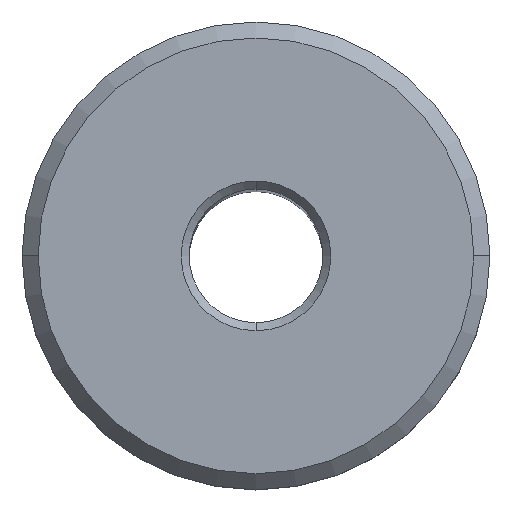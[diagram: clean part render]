
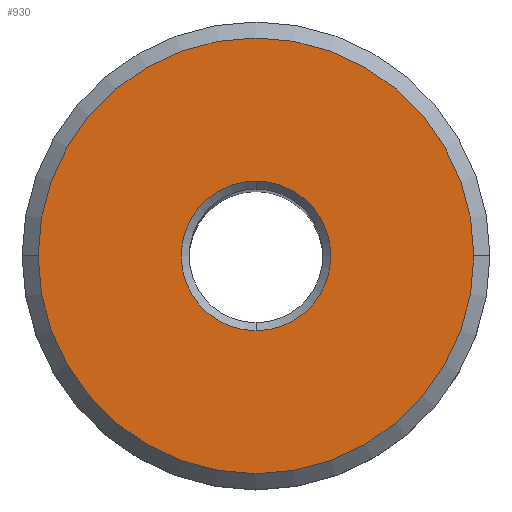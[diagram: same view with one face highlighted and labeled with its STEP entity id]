
A CAD part, top view. The second image highlights one B-rep face of the part: STEP entity #930.
In plain terms, the highlighted planar face has unit normal (0, 0, 1).
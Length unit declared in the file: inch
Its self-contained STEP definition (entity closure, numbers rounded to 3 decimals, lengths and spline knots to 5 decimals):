
#9 = EDGE_LOOP ( 'NONE', ( #74, #212 ) ) ;
#12 = FACE_OUTER_BOUND ( 'NONE', #9, .T. ) ;
#19 = AXIS2_PLACEMENT_3D ( 'NONE', #420, #345, #197 ) ;
#29 = ORIENTED_EDGE ( 'NONE', *, *, #759, .T. ) ;
#45 = EDGE_CURVE ( 'NONE', #471, #890, #774, .T. ) ;
#54 = EDGE_CURVE ( 'NONE', #635, #553, #443, .T. ) ;
#74 = ORIENTED_EDGE ( 'NONE', *, *, #45, .T. ) ;
#76 = DIRECTION ( 'NONE',  ( -1., 0., 0. ) ) ;
#117 = CARTESIAN_POINT ( 'NONE',  ( 0., 0.14, 0. ) ) ;
#171 = CARTESIAN_POINT ( 'NONE',  ( 0., 0.4375, 0. ) ) ;
#174 = EDGE_CURVE ( 'NONE', #890, #471, #708, .T. ) ;
#176 = DIRECTION ( 'NONE',  ( 0., 0., -1. ) ) ;
#197 = DIRECTION ( 'NONE',  ( -1., 0., 0. ) ) ;
#212 = ORIENTED_EDGE ( 'NONE', *, *, #174, .T. ) ;
#223 = DIRECTION ( 'NONE',  ( -1., 0., 0. ) ) ;
#297 = CARTESIAN_POINT ( 'NONE',  ( 0., 0., 0. ) ) ;
#318 = AXIS2_PLACEMENT_3D ( 'NONE', #735, #966, #223 ) ;
#345 = DIRECTION ( 'NONE',  ( 0., 0., -1. ) ) ;
#348 = CIRCLE ( 'NONE', #951, 0.14 ) ;
#403 = FACE_BOUND ( 'NONE', #785, .T. ) ;
#420 = CARTESIAN_POINT ( 'NONE',  ( 0., 0., 0. ) ) ;
#443 = CIRCLE ( 'NONE', #19, 0.14 ) ;
#471 = VERTEX_POINT ( 'NONE', #664 ) ;
#520 = DIRECTION ( 'NONE',  ( 0., 0., -1. ) ) ;
#553 = VERTEX_POINT ( 'NONE', #675 ) ;
#589 = AXIS2_PLACEMENT_3D ( 'NONE', #608, #910, #616 ) ;
#608 = CARTESIAN_POINT ( 'NONE',  ( 0., 0., 0. ) ) ;
#616 = DIRECTION ( 'NONE',  ( -1., 0., 0. ) ) ;
#620 = DIRECTION ( 'NONE',  ( -1., 0., 0. ) ) ;
#635 = VERTEX_POINT ( 'NONE', #117 ) ;
#664 = CARTESIAN_POINT ( 'NONE',  ( -0.4075, 0., 0. ) ) ;
#675 = CARTESIAN_POINT ( 'NONE',  ( 0., -0.14, 0. ) ) ;
#708 = CIRCLE ( 'NONE', #589, 0.4075 ) ;
#709 = CARTESIAN_POINT ( 'NONE',  ( 0.4075, 0., 0. ) ) ;
#735 = CARTESIAN_POINT ( 'NONE',  ( 0., 0., 0. ) ) ;
#759 = EDGE_CURVE ( 'NONE', #553, #635, #348, .T. ) ;
#774 = CIRCLE ( 'NONE', #318, 0.4075 ) ;
#785 = EDGE_LOOP ( 'NONE', ( #29, #868 ) ) ;
#868 = ORIENTED_EDGE ( 'NONE', *, *, #54, .T. ) ;
#870 = AXIS2_PLACEMENT_3D ( 'NONE', #171, #176, #620 ) ;
#874 = PLANE ( 'NONE',  #870 ) ;
#890 = VERTEX_POINT ( 'NONE', #709 ) ;
#910 = DIRECTION ( 'NONE',  ( 0., 0., 1. ) ) ;
#930 = ADVANCED_FACE ( 'NONE', ( #12, #403 ), #874, .F. ) ;
#951 = AXIS2_PLACEMENT_3D ( 'NONE', #297, #520, #76 ) ;
#966 = DIRECTION ( 'NONE',  ( 0., 0., 1. ) ) ;
